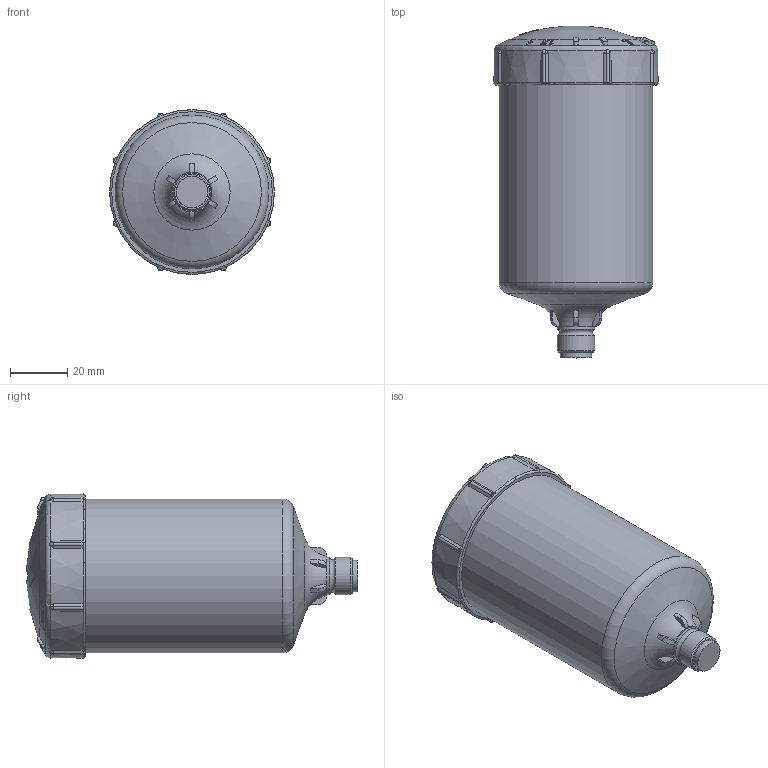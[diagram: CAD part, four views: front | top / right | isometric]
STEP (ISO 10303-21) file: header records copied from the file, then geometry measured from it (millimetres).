
FILE_DESCRIPTION(/* description */ (''),/* implementation_level */ '2;1');
FILE_NAME(/* name */ 'perma_FLEX_H2_125_Rev_A.stp',/* time_stamp */ '2018-04-23T09:51:37+02:00',/* author */ ('002210'),/* organization */ (''),/* preprocessor_version */ 'ST-DEVELOPER v17',/* originating_system */ 'Autodesk Inventor 2018',/* authorisation */ '');
FILE_SCHEMA (('CONFIG_CONTROL_DESIGN'));
Length unit declared in the file: millimetre
Products named in the file (1): FLEX H2 125
Bounding box: 57.72 x 116.39 x 57.72 mm (x, y, z)
Volume: 218582.2 mm3; surface area: 21450.2 mm2
Topology: 1 solids, 1 shells, 358 faces, 953 edges, 624 vertices
Faces by surface type: plane 153, bspline 98, cylinder 44, sphere 31, torus 21, cone 11
Full cylindrical faces by diameter (mm): 11 x1, 13.157 x2, 45.6 x1, 46.8 x1, 53.9 x1
Entity records: 14315 total; most frequent: CARTESIAN_POINT 5455, ORIENTED_EDGE 1906, DIRECTION 1604, EDGE_CURVE 953, AXIS2_PLACEMENT_3D 650, VERTEX_POINT 624, CIRCLE 389, EDGE_LOOP 385
